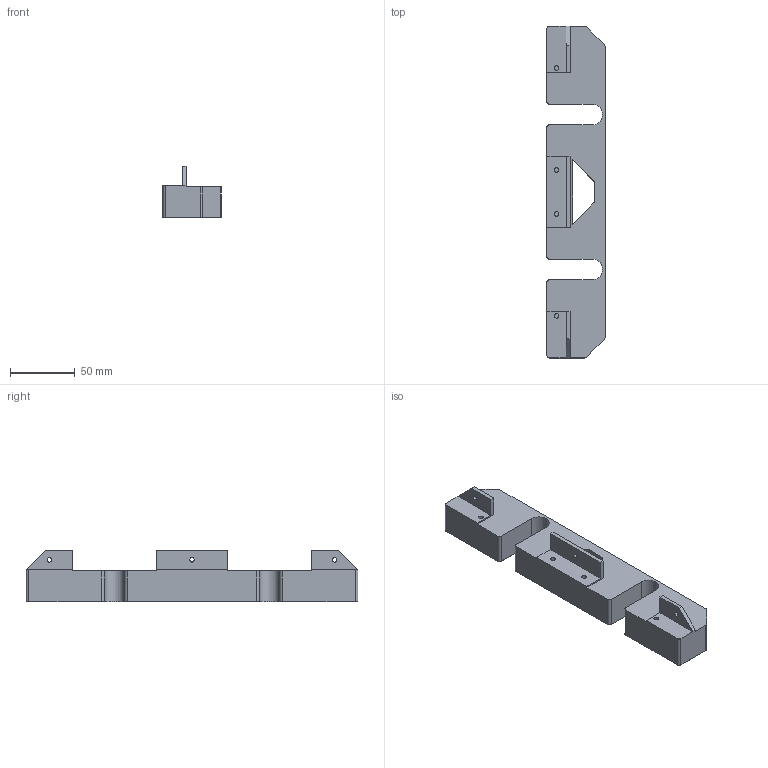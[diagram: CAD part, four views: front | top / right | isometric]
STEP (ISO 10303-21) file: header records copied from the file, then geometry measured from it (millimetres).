
FILE_DESCRIPTION(/* description */ (''),/* implementation_level */ '2;1');
FILE_NAME(/* name */ 'ToolDock_Base.stp',/* time_stamp */ '2022-12-13T20:11:05+01:00',/* author */ ('remop'),/* organization */ (''),/* preprocessor_version */ 'ST-DEVELOPER v19.2',/* originating_system */ 'Autodesk Inventor 2023',/* authorisation */ '');
FILE_SCHEMA (('AUTOMOTIVE_DESIGN { 1 0 10303 214 3 1 1 }'));
Length unit declared in the file: millimetre
Products named in the file (1): ToolDock_Base
Bounding box: 45 x 257 x 40 mm (x, y, z)
Volume: 145971.8 mm3; surface area: 59821.6 mm2
Topology: 1 solids, 1 shells, 259 faces, 654 edges, 401 vertices
Faces by surface type: plane 134, cylinder 70, cone 55
Full cylindrical faces by diameter (mm): 3.5 x7, 4 x8
Entity records: 7859 total; most frequent: CARTESIAN_POINT 1420, DIRECTION 1375, ORIENTED_EDGE 1308, EDGE_CURVE 654, AXIS2_PLACEMENT_3D 467, LINE 441, VECTOR 441, VERTEX_POINT 401
